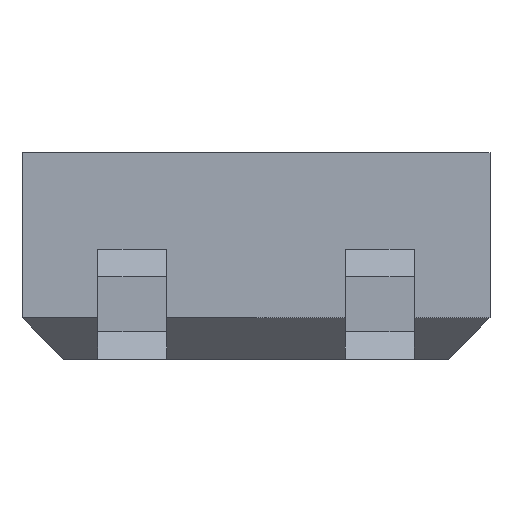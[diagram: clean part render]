
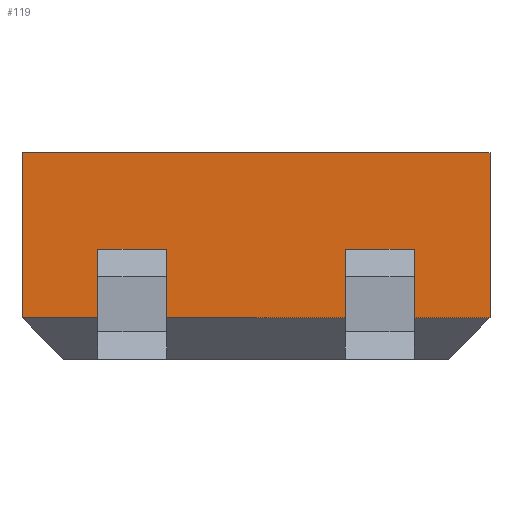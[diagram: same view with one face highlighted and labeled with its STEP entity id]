
A CAD part, front view. The second image highlights one B-rep face of the part: STEP entity #119.
In plain terms, the highlighted planar face has unit normal (0, -1, 0).
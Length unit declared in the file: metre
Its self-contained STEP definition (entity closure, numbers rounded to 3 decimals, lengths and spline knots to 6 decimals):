
#119 = ADVANCED_FACE( '', ( #284 ), #285, .T. );
#284 = FACE_OUTER_BOUND( '', #502, .T. );
#285 = PLANE( '', #503 );
#502 = EDGE_LOOP( '', ( #724, #725, #726, #727 ) );
#503 = AXIS2_PLACEMENT_3D( '', #728, #729, #730 );
#724 = ORIENTED_EDGE( '', *, *, #1253, .T. );
#725 = ORIENTED_EDGE( '', *, *, #1254, .T. );
#726 = ORIENTED_EDGE( '', *, *, #1255, .F. );
#727 = ORIENTED_EDGE( '', *, *, #1256, .T. );
#728 = CARTESIAN_POINT( '', ( 0.00031, -0.00135, 0.0015 ) );
#729 = DIRECTION( '', ( 0., -1., 0. ) );
#730 = DIRECTION( '', ( 1., 0., 0. ) );
#1253 = EDGE_CURVE( '', #1486, #1487, #1488, .T. );
#1254 = EDGE_CURVE( '', #1487, #1489, #1490, .T. );
#1255 = EDGE_CURVE( '', #1491, #1489, #1492, .T. );
#1256 = EDGE_CURVE( '', #1491, #1486, #1493, .T. );
#1486 = VERTEX_POINT( '', #1817 );
#1487 = VERTEX_POINT( '', #1818 );
#1488 = LINE( '', #1819, #1820 );
#1489 = VERTEX_POINT( '', #1821 );
#1490 = LINE( '', #1822, #1823 );
#1491 = VERTEX_POINT( '', #1824 );
#1492 = LINE( '', #1825, #1826 );
#1493 = LINE( '', #1827, #1828 );
#1817 = CARTESIAN_POINT( '', ( -0.0017, -0.00135, 0.0015 ) );
#1818 = CARTESIAN_POINT( '', ( -0.0017, -0.00135, 0.0003 ) );
#1819 = CARTESIAN_POINT( '', ( -0.0017, -0.00135, 0.0015 ) );
#1820 = VECTOR( '', #2221, 1. );
#1821 = CARTESIAN_POINT( '', ( 0.0017, -0.00135, 0.0003 ) );
#1822 = CARTESIAN_POINT( '', ( 0.0017, -0.00135, 0.0003 ) );
#1823 = VECTOR( '', #2222, 1. );
#1824 = CARTESIAN_POINT( '', ( 0.0017, -0.00135, 0.0015 ) );
#1825 = CARTESIAN_POINT( '', ( 0.0017, -0.00135, 0.0015 ) );
#1826 = VECTOR( '', #2223, 1. );
#1827 = CARTESIAN_POINT( '', ( 0.00031, -0.00135, 0.0015 ) );
#1828 = VECTOR( '', #2224, 1. );
#2221 = DIRECTION( '', ( 0., 0., -1. ) );
#2222 = DIRECTION( '', ( 1., 0., 0. ) );
#2223 = DIRECTION( '', ( 0., 0., -1. ) );
#2224 = DIRECTION( '', ( -1., 0., 0. ) );
